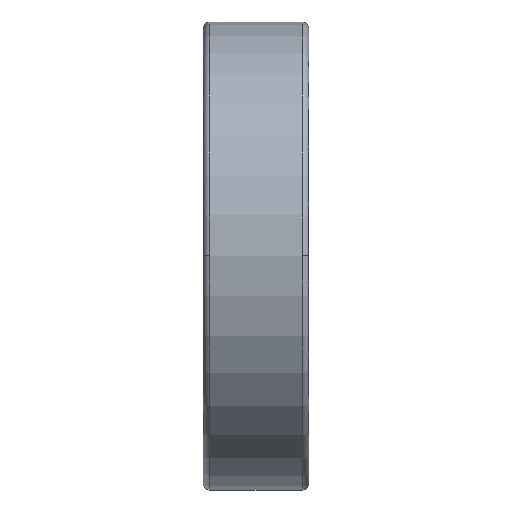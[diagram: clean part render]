
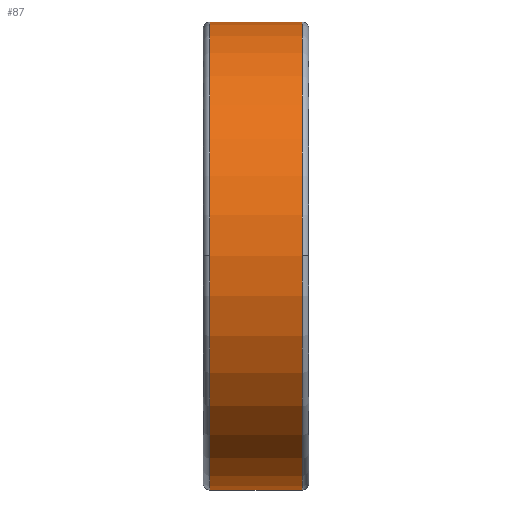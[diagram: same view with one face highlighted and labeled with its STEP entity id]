
A CAD part, top view. The second image highlights one B-rep face of the part: STEP entity #87.
In plain terms, the highlighted cylindrical face has radius 40 mm (diameter 80 mm), a partial arc.
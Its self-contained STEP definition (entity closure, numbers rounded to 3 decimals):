
#87=ADVANCED_FACE('',(#219),#220,.T.);
#219=FACE_OUTER_BOUND('',#495,.T.);
#220=CYLINDRICAL_SURFACE('',#496,40.0);
#495=EDGE_LOOP('',(#825,#826,#827,#828,#829,#830));
#496=AXIS2_PLACEMENT_3D('',#831,#832,#833);
#825=ORIENTED_EDGE('',*,*,#1691,.F.);
#826=ORIENTED_EDGE('',*,*,#1692,.T.);
#827=ORIENTED_EDGE('',*,*,#1693,.T.);
#828=ORIENTED_EDGE('',*,*,#1694,.F.);
#829=ORIENTED_EDGE('',*,*,#1695,.F.);
#830=ORIENTED_EDGE('',*,*,#1688,.F.);
#831=CARTESIAN_POINT('',(9.0,0.0,0.0));
#832=DIRECTION('',(-1.0,0.0,0.0));
#833=DIRECTION('',(0.0,1.0,0.0));
#1688=EDGE_CURVE('',#1980,#1982,#1983,.T.);
#1691=EDGE_CURVE('',#1987,#1980,#1988,.T.);
#1692=EDGE_CURVE('',#1987,#1989,#1990,.T.);
#1693=EDGE_CURVE('',#1989,#1991,#1992,.T.);
#1694=EDGE_CURVE('',#1993,#1991,#1994,.T.);
#1695=EDGE_CURVE('',#1982,#1993,#1995,.T.);
#1980=VERTEX_POINT('',#2428);
#1982=VERTEX_POINT('',#2430);
#1983=CIRCLE('',#2431,40.0);
#1987=VERTEX_POINT('',#2435);
#1988=LINE('',#2436,#2437);
#1989=VERTEX_POINT('',#2438);
#1990=CIRCLE('',#2439,40.0);
#1991=VERTEX_POINT('',#2440);
#1992=CIRCLE('',#2441,40.0);
#1993=VERTEX_POINT('',#2442);
#1994=LINE('',#2443,#2444);
#1995=CIRCLE('',#2445,40.0);
#2428=CARTESIAN_POINT('',(16.9,40.0,0.0));
#2430=CARTESIAN_POINT('',(16.9,0.,40.0));
#2431=AXIS2_PLACEMENT_3D('',#3570,#3571,#3572);
#2435=CARTESIAN_POINT('',(1.1,40.0,0.0));
#2436=CARTESIAN_POINT('',(9.0,40.0,0.));
#2437=VECTOR('',#3579,1.0);
#2438=CARTESIAN_POINT('',(1.1,0.,40.0));
#2439=AXIS2_PLACEMENT_3D('',#3580,#3581,#3582);
#2440=CARTESIAN_POINT('',(1.1,-40.0,0.));
#2441=AXIS2_PLACEMENT_3D('',#3583,#3584,#3585);
#2442=CARTESIAN_POINT('',(16.9,-40.0,0.));
#2443=CARTESIAN_POINT('',(9.0,-40.0,0.));
#2444=VECTOR('',#3586,1.0);
#2445=AXIS2_PLACEMENT_3D('',#3587,#3588,#3589);
#3570=CARTESIAN_POINT('',(16.9,0.0,0.0));
#3571=DIRECTION('',(1.0,0.0,0.0));
#3572=DIRECTION('',(0.0,1.0,0.0));
#3579=DIRECTION('',(1.0,0.0,0.0));
#3580=CARTESIAN_POINT('',(1.1,0.0,0.0));
#3581=DIRECTION('',(1.0,0.0,0.0));
#3582=DIRECTION('',(0.0,1.0,0.0));
#3583=CARTESIAN_POINT('',(1.1,0.0,0.0));
#3584=DIRECTION('',(1.0,0.0,0.0));
#3585=DIRECTION('',(0.0,1.0,0.0));
#3586=DIRECTION('',(-1.0,-0.0,-0.0));
#3587=CARTESIAN_POINT('',(16.9,0.0,0.0));
#3588=DIRECTION('',(1.0,0.0,0.0));
#3589=DIRECTION('',(0.0,1.0,0.0));
